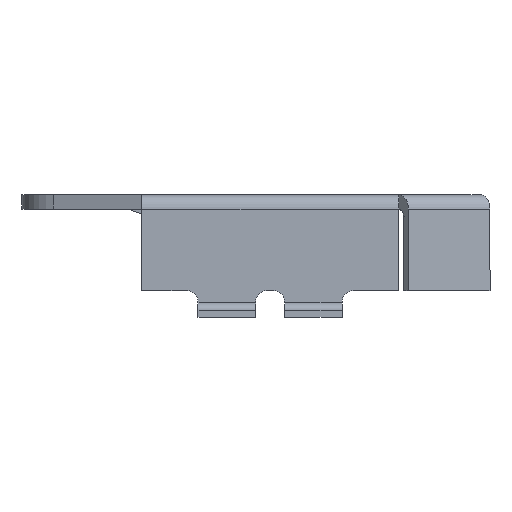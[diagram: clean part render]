
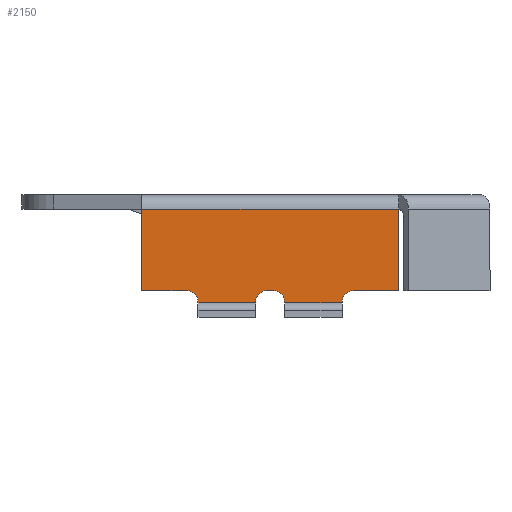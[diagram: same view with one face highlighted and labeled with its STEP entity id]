
A CAD part, left-side view. The second image highlights one B-rep face of the part: STEP entity #2150.
In plain terms, the highlighted planar face has unit normal (-1, 0, 0).
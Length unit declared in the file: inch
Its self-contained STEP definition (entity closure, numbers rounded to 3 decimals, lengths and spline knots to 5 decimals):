
#31=PLANE('',#2289);
#116=FACE_OUTER_BOUND('',#238,.T.);
#238=EDGE_LOOP('',(#1537,#1538,#1539,#1540,#1541,#1542,#1543,#1544,#1545,
#1546,#1547,#1548,#1549,#1550,#1551,#1552));
#400=LINE('',#3235,#650);
#401=LINE('',#3238,#651);
#404=LINE('',#3246,#654);
#405=LINE('',#3248,#655);
#406=LINE('',#3252,#656);
#407=LINE('',#3254,#657);
#408=LINE('',#3256,#658);
#409=LINE('',#3260,#659);
#410=LINE('',#3264,#660);
#411=LINE('',#3266,#661);
#412=LINE('',#3268,#662);
#413=LINE('',#3271,#663);
#650=VECTOR('',#2557,0.356);
#651=VECTOR('',#2560,0.113);
#654=VECTOR('',#2567,0.113);
#655=VECTOR('',#2568,0.06305);
#656=VECTOR('',#2571,0.002);
#657=VECTOR('',#2572,0.08);
#658=VECTOR('',#2573,0.002);
#659=VECTOR('',#2576,0.01);
#660=VECTOR('',#2579,0.002);
#661=VECTOR('',#2580,0.08);
#662=VECTOR('',#2581,0.002);
#663=VECTOR('',#2584,0.06295);
#869=CIRCLE('',#2290,0.015);
#870=CIRCLE('',#2291,0.015);
#871=CIRCLE('',#2292,0.015);
#872=CIRCLE('',#2293,0.015);
#984=VERTEX_POINT('',#3231);
#985=VERTEX_POINT('',#3233);
#986=VERTEX_POINT('',#3237);
#989=VERTEX_POINT('',#3245);
#990=VERTEX_POINT('',#3247);
#991=VERTEX_POINT('',#3249);
#992=VERTEX_POINT('',#3251);
#993=VERTEX_POINT('',#3253);
#994=VERTEX_POINT('',#3255);
#995=VERTEX_POINT('',#3257);
#996=VERTEX_POINT('',#3259);
#997=VERTEX_POINT('',#3261);
#998=VERTEX_POINT('',#3263);
#999=VERTEX_POINT('',#3265);
#1000=VERTEX_POINT('',#3267);
#1001=VERTEX_POINT('',#3269);
#1199=EDGE_CURVE('',#985,#984,#400,.T.);
#1200=EDGE_CURVE('',#984,#986,#401,.T.);
#1204=EDGE_CURVE('',#989,#985,#404,.T.);
#1205=EDGE_CURVE('',#990,#989,#405,.T.);
#1206=EDGE_CURVE('',#990,#991,#869,.T.);
#1207=EDGE_CURVE('',#991,#992,#406,.T.);
#1208=EDGE_CURVE('',#993,#992,#407,.T.);
#1209=EDGE_CURVE('',#994,#993,#408,.T.);
#1210=EDGE_CURVE('',#994,#995,#870,.T.);
#1211=EDGE_CURVE('',#996,#995,#409,.T.);
#1212=EDGE_CURVE('',#996,#997,#871,.T.);
#1213=EDGE_CURVE('',#997,#998,#410,.T.);
#1214=EDGE_CURVE('',#999,#998,#411,.T.);
#1215=EDGE_CURVE('',#1000,#999,#412,.T.);
#1216=EDGE_CURVE('',#1000,#1001,#872,.T.);
#1217=EDGE_CURVE('',#986,#1001,#413,.T.);
#1537=ORIENTED_EDGE('',*,*,#1199,.F.);
#1538=ORIENTED_EDGE('',*,*,#1204,.F.);
#1539=ORIENTED_EDGE('',*,*,#1205,.F.);
#1540=ORIENTED_EDGE('',*,*,#1206,.T.);
#1541=ORIENTED_EDGE('',*,*,#1207,.T.);
#1542=ORIENTED_EDGE('',*,*,#1208,.F.);
#1543=ORIENTED_EDGE('',*,*,#1209,.F.);
#1544=ORIENTED_EDGE('',*,*,#1210,.T.);
#1545=ORIENTED_EDGE('',*,*,#1211,.F.);
#1546=ORIENTED_EDGE('',*,*,#1212,.T.);
#1547=ORIENTED_EDGE('',*,*,#1213,.T.);
#1548=ORIENTED_EDGE('',*,*,#1214,.F.);
#1549=ORIENTED_EDGE('',*,*,#1215,.F.);
#1550=ORIENTED_EDGE('',*,*,#1216,.T.);
#1551=ORIENTED_EDGE('',*,*,#1217,.F.);
#1552=ORIENTED_EDGE('',*,*,#1200,.F.);
#2150=ADVANCED_FACE('',(#116),#31,.F.);
#2289=AXIS2_PLACEMENT_3D('',#3244,#2565,#2566);
#2290=AXIS2_PLACEMENT_3D('',#3250,#2569,#2570);
#2291=AXIS2_PLACEMENT_3D('',#3258,#2574,#2575);
#2292=AXIS2_PLACEMENT_3D('',#3262,#2577,#2578);
#2293=AXIS2_PLACEMENT_3D('',#3270,#2582,#2583);
#2557=DIRECTION('',(0.,0.,1.));
#2560=DIRECTION('',(0.,-1.,0.));
#2565=DIRECTION('center_axis',(1.,0.,0.));
#2566=DIRECTION('ref_axis',(0.,1.,0.));
#2567=DIRECTION('',(0.,1.,0.));
#2568=DIRECTION('',(0.,0.,-1.));
#2569=DIRECTION('center_axis',(1.,0.,0.));
#2570=DIRECTION('ref_axis',(0.,1.,0.));
#2571=DIRECTION('',(0.,-1.,0.));
#2572=DIRECTION('',(0.,0.,-1.));
#2573=DIRECTION('',(0.,-1.,0.));
#2574=DIRECTION('center_axis',(1.,0.,0.));
#2575=DIRECTION('ref_axis',(0.,-1.,0.));
#2576=DIRECTION('',(0.,0.,-1.));
#2577=DIRECTION('center_axis',(1.,0.,0.));
#2578=DIRECTION('ref_axis',(0.,1.,0.));
#2579=DIRECTION('',(0.,-1.,0.));
#2580=DIRECTION('',(0.,0.,-1.));
#2581=DIRECTION('',(0.,-1.,0.));
#2582=DIRECTION('center_axis',(1.,0.,0.));
#2583=DIRECTION('ref_axis',(0.,-1.,0.));
#2584=DIRECTION('',(0.,0.,-1.));
#3231=CARTESIAN_POINT('',(-0.4175,0.,-0.11305));
#3233=CARTESIAN_POINT('',(-0.4175,0.,-0.46905));
#3235=CARTESIAN_POINT('',(-0.4175,0.,-0.51852));
#3237=CARTESIAN_POINT('',(-0.4175,-0.113,-0.11305));
#3238=CARTESIAN_POINT('',(-0.4175,-0.113,-0.11305));
#3244=CARTESIAN_POINT('Origin',(-0.4175,0.,-0.46905));
#3245=CARTESIAN_POINT('',(-0.4175,-0.113,-0.46905));
#3246=CARTESIAN_POINT('',(-0.4175,0.,-0.46905));
#3247=CARTESIAN_POINT('',(-0.4175,-0.113,-0.406));
#3248=CARTESIAN_POINT('',(-0.4175,-0.113,-0.46905));
#3249=CARTESIAN_POINT('',(-0.4175,-0.128,-0.391));
#3250=CARTESIAN_POINT('Origin',(-0.4175,-0.128,-0.406));
#3251=CARTESIAN_POINT('',(-0.4175,-0.13,-0.391));
#3252=CARTESIAN_POINT('',(-0.4175,-0.13,-0.391));
#3253=CARTESIAN_POINT('',(-0.4175,-0.13,-0.311));
#3254=CARTESIAN_POINT('',(-0.4175,-0.13,-0.46905));
#3255=CARTESIAN_POINT('',(-0.4175,-0.128,-0.311));
#3256=CARTESIAN_POINT('',(-0.4175,-0.13,-0.311));
#3257=CARTESIAN_POINT('',(-0.4175,-0.113,-0.296));
#3258=CARTESIAN_POINT('Origin',(-0.4175,-0.128,-0.296));
#3259=CARTESIAN_POINT('',(-0.4175,-0.113,-0.286));
#3260=CARTESIAN_POINT('',(-0.4175,-0.113,-0.46905));
#3261=CARTESIAN_POINT('',(-0.4175,-0.128,-0.271));
#3262=CARTESIAN_POINT('Origin',(-0.4175,-0.128,-0.286));
#3263=CARTESIAN_POINT('',(-0.4175,-0.13,-0.271));
#3264=CARTESIAN_POINT('',(-0.4175,-0.13,-0.271));
#3265=CARTESIAN_POINT('',(-0.4175,-0.13,-0.191));
#3266=CARTESIAN_POINT('',(-0.4175,-0.13,-0.46905));
#3267=CARTESIAN_POINT('',(-0.4175,-0.128,-0.191));
#3268=CARTESIAN_POINT('',(-0.4175,-0.13,-0.191));
#3269=CARTESIAN_POINT('',(-0.4175,-0.113,-0.176));
#3270=CARTESIAN_POINT('Origin',(-0.4175,-0.128,-0.176));
#3271=CARTESIAN_POINT('',(-0.4175,-0.113,-0.46905));
